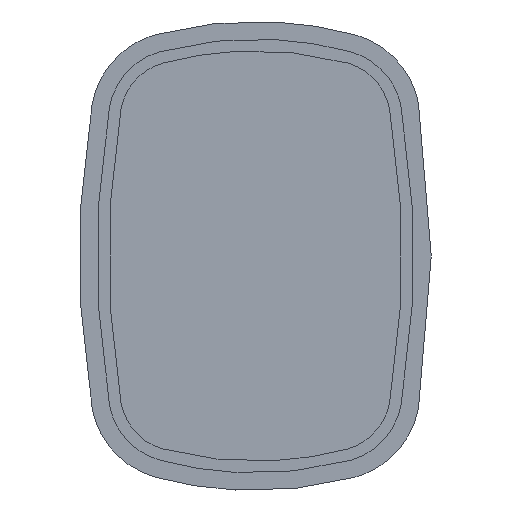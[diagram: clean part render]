
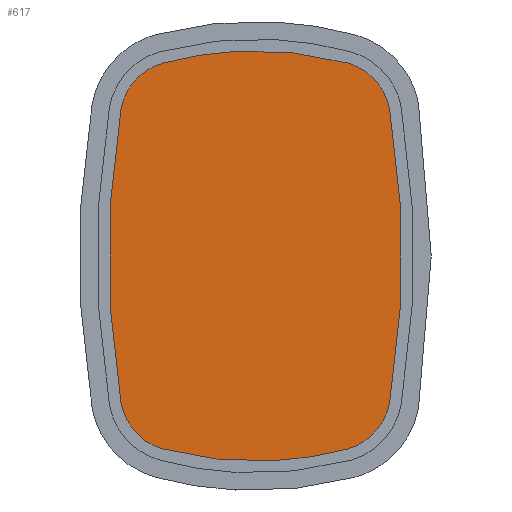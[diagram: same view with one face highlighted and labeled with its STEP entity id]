
A CAD part, front view. The second image highlights one B-rep face of the part: STEP entity #617.
In plain terms, the highlighted planar face has unit normal (0, -1, 0).
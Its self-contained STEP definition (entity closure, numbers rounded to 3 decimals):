
#136=(
BOUNDED_CURVE()
B_SPLINE_CURVE(2,(#5364,#5365,#5366),.UNSPECIFIED.,.F.,.F.)
B_SPLINE_CURVE_WITH_KNOTS((3,3),(-316.979,0.),.UNSPECIFIED.)
CURVE()
GEOMETRIC_REPRESENTATION_ITEM()
RATIONAL_B_SPLINE_CURVE((1.,0.965,1.))
REPRESENTATION_ITEM('')
);
#137=(
BOUNDED_CURVE()
B_SPLINE_CURVE(2,(#5367,#5368,#5369),.UNSPECIFIED.,.F.,.F.)
B_SPLINE_CURVE_WITH_KNOTS((3,3),(-113.971,0.),.UNSPECIFIED.)
CURVE()
GEOMETRIC_REPRESENTATION_ITEM()
RATIONAL_B_SPLINE_CURVE((1.,0.842,1.))
REPRESENTATION_ITEM('')
);
#138=(
BOUNDED_CURVE()
B_SPLINE_CURVE(2,(#5370,#5371,#5372),.UNSPECIFIED.,.F.,.F.)
B_SPLINE_CURVE_WITH_KNOTS((3,3),(-500.883,0.),.UNSPECIFIED.)
CURVE()
GEOMETRIC_REPRESENTATION_ITEM()
RATIONAL_B_SPLINE_CURVE((1.,0.986,1.))
REPRESENTATION_ITEM('')
);
#139=(
BOUNDED_CURVE()
B_SPLINE_CURVE(2,(#5373,#5374,#5375),.UNSPECIFIED.,.F.,.F.)
B_SPLINE_CURVE_WITH_KNOTS((3,3),(-113.971,0.),.UNSPECIFIED.)
CURVE()
GEOMETRIC_REPRESENTATION_ITEM()
RATIONAL_B_SPLINE_CURVE((1.,0.842,1.))
REPRESENTATION_ITEM('')
);
#140=(
BOUNDED_CURVE()
B_SPLINE_CURVE(2,(#5376,#5377,#5378),.UNSPECIFIED.,.F.,.F.)
B_SPLINE_CURVE_WITH_KNOTS((3,3),(-316.979,0.),.UNSPECIFIED.)
CURVE()
GEOMETRIC_REPRESENTATION_ITEM()
RATIONAL_B_SPLINE_CURVE((1.,0.965,1.))
REPRESENTATION_ITEM('')
);
#141=(
BOUNDED_CURVE()
B_SPLINE_CURVE(2,(#5379,#5380,#5381),.UNSPECIFIED.,.F.,.F.)
B_SPLINE_CURVE_WITH_KNOTS((3,3),(-113.948,0.),.UNSPECIFIED.)
CURVE()
GEOMETRIC_REPRESENTATION_ITEM()
RATIONAL_B_SPLINE_CURVE((1.,0.841,1.))
REPRESENTATION_ITEM('')
);
#142=(
BOUNDED_CURVE()
B_SPLINE_CURVE(2,(#5382,#5383,#5384),.UNSPECIFIED.,.F.,.F.)
B_SPLINE_CURVE_WITH_KNOTS((3,3),(-500.943,0.),.UNSPECIFIED.)
CURVE()
GEOMETRIC_REPRESENTATION_ITEM()
RATIONAL_B_SPLINE_CURVE((1.,0.986,1.))
REPRESENTATION_ITEM('')
);
#143=(
BOUNDED_CURVE()
B_SPLINE_CURVE(2,(#5385,#5386,#5387),.UNSPECIFIED.,.F.,.F.)
B_SPLINE_CURVE_WITH_KNOTS((3,3),(-113.948,0.),.UNSPECIFIED.)
CURVE()
GEOMETRIC_REPRESENTATION_ITEM()
RATIONAL_B_SPLINE_CURVE((1.,0.841,1.))
REPRESENTATION_ITEM('')
);
#617=ADVANCED_FACE('',(#896),#4511,.T.);
#896=FACE_OUTER_BOUND('',#1180,.T.);
#1180=EDGE_LOOP('',(#1631,#1632,#1633,#1634,#1635,#1636,#1637,#1638));
#1631=ORIENTED_EDGE('',*,*,#2969,.T.);
#1632=ORIENTED_EDGE('',*,*,#2976,.T.);
#1633=ORIENTED_EDGE('',*,*,#2975,.T.);
#1634=ORIENTED_EDGE('',*,*,#2974,.T.);
#1635=ORIENTED_EDGE('',*,*,#2973,.T.);
#1636=ORIENTED_EDGE('',*,*,#2972,.T.);
#1637=ORIENTED_EDGE('',*,*,#2971,.T.);
#1638=ORIENTED_EDGE('',*,*,#2970,.T.);
#2969=EDGE_CURVE('',#4091,#4092,#136,.T.);
#2970=EDGE_CURVE('',#4093,#4091,#137,.T.);
#2971=EDGE_CURVE('',#4094,#4093,#138,.T.);
#2972=EDGE_CURVE('',#4095,#4094,#139,.T.);
#2973=EDGE_CURVE('',#4096,#4095,#140,.T.);
#2974=EDGE_CURVE('',#4097,#4096,#141,.T.);
#2975=EDGE_CURVE('',#4098,#4097,#142,.T.);
#2976=EDGE_CURVE('',#4092,#4098,#143,.T.);
#4091=VERTEX_POINT('',#5197);
#4092=VERTEX_POINT('',#5198);
#4093=VERTEX_POINT('',#5199);
#4094=VERTEX_POINT('',#5200);
#4095=VERTEX_POINT('',#5201);
#4096=VERTEX_POINT('',#5202);
#4097=VERTEX_POINT('',#5203);
#4098=VERTEX_POINT('',#5204);
#4511=PLANE('',#4652);
#4652=AXIS2_PLACEMENT_3D('',#5093,#4855,$);
#4855=DIRECTION('',(0.,-1.,0.));
#5093=CARTESIAN_POINT('',(325.384,-44.019,-423.861));
#5197=CARTESIAN_POINT('',(156.639,-44.019,351.202));
#5198=CARTESIAN_POINT('',(-156.667,-44.019,351.195));
#5199=CARTESIAN_POINT('',(229.142,-44.019,271.289));
#5200=CARTESIAN_POINT('',(229.142,-44.019,-227.27));
#5201=CARTESIAN_POINT('',(156.639,-44.019,-307.183));
#5202=CARTESIAN_POINT('',(-156.667,-44.019,-307.175));
#5203=CARTESIAN_POINT('',(-229.137,-44.019,-227.3));
#5204=CARTESIAN_POINT('',(-229.137,-44.019,271.319));
#5364=CARTESIAN_POINT('',(156.639,-44.019,351.202));
#5365=CARTESIAN_POINT('',(-0.016,-44.019,393.568));
#5366=CARTESIAN_POINT('',(-156.667,-44.019,351.195));
#5367=CARTESIAN_POINT('',(229.142,-44.019,271.289));
#5368=CARTESIAN_POINT('',(218.493,-44.019,334.474));
#5369=CARTESIAN_POINT('',(156.639,-44.019,351.202));
#5370=CARTESIAN_POINT('',(229.142,-44.019,-227.27));
#5371=CARTESIAN_POINT('',(271.153,-44.019,22.01));
#5372=CARTESIAN_POINT('',(229.142,-44.019,271.289));
#5373=CARTESIAN_POINT('',(156.639,-44.019,-307.183));
#5374=CARTESIAN_POINT('',(218.493,-44.019,-290.455));
#5375=CARTESIAN_POINT('',(229.142,-44.019,-227.27));
#5376=CARTESIAN_POINT('',(-156.667,-44.019,-307.175));
#5377=CARTESIAN_POINT('',(-0.016,-44.019,-349.549));
#5378=CARTESIAN_POINT('',(156.639,-44.019,-307.183));
#5379=CARTESIAN_POINT('',(-229.137,-44.019,-227.3));
#5380=CARTESIAN_POINT('',(-218.57,-44.019,-290.525));
#5381=CARTESIAN_POINT('',(-156.667,-44.019,-307.175));
#5382=CARTESIAN_POINT('',(-229.137,-44.019,271.319));
#5383=CARTESIAN_POINT('',(-271.158,-44.019,22.01));
#5384=CARTESIAN_POINT('',(-229.137,-44.019,-227.3));
#5385=CARTESIAN_POINT('',(-156.667,-44.019,351.195));
#5386=CARTESIAN_POINT('',(-218.57,-44.019,334.544));
#5387=CARTESIAN_POINT('',(-229.137,-44.019,271.319));
